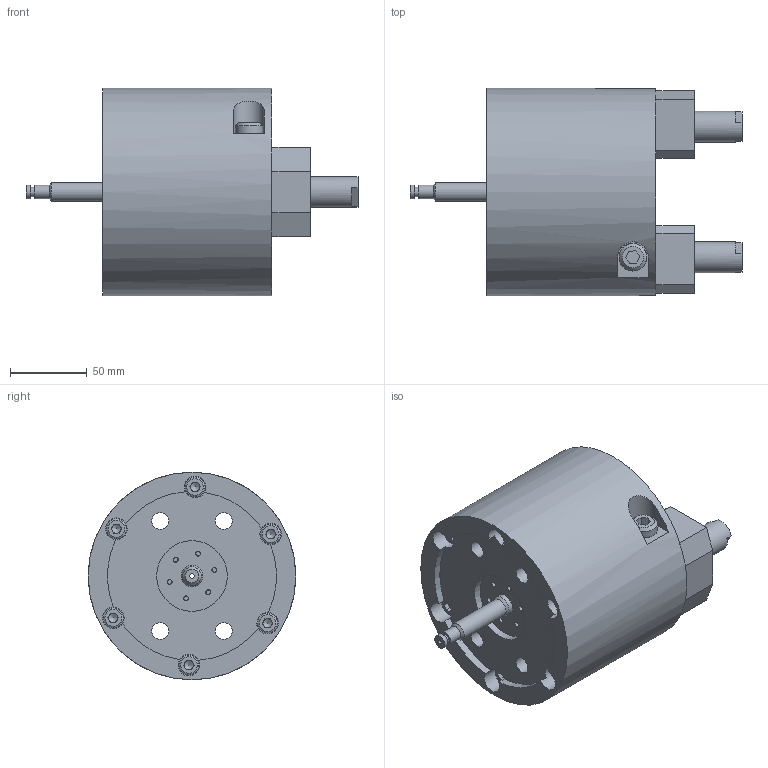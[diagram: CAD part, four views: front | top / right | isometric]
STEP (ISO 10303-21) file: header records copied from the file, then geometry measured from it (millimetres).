
FILE_DESCRIPTION(/* description */ ('Unknown'),/* implementation_level */ '2;1');
FILE_NAME(/* name */ 'FGT05-Solid',/* time_stamp */ '2019-08-13T17:25:47+01:00',/* author */ ('Unknown'),/* organization */ ('Unknown'),/* preprocessor_version */ 'ST-DEVELOPER v16.7',/* originating_system */ 'DEX',/* authorisation */ $);
FILE_SCHEMA (('AUTOMOTIVE_DESIGN {1 0 10303 214 3 1 1}'));
Length unit declared in the file: millimetre
Products named in the file (1): 61P247545_FGT05_ASSY
Bounding box: 216 x 135 x 135 mm (x, y, z)
Volume: 1285184.9 mm3; surface area: 225549.1 mm2
Topology: 1 solids, 51 shells, 980 faces, 2254 edges, 1467 vertices
Faces by surface type: plane 553, cylinder 284, cone 133, bspline 10
Full cylindrical faces by diameter (mm): 3 x1, 3.3 x6, 4 x18, 4.5 x6, 5 x11, 5.5 x2, 6 x5, 6.8 x20, 7 x5, 8 x42, 8.5 x2, 9 x16, 10 x5, 11 x4, 12 x9, 13 x16, 13.6 x1, 14 x25, 15 x1, 16 x12, 17 x1, 18 x6, 20 x4, 22 x1, 24 x2, 28 x2, 30 x4, 34 x2, 35 x1, 35.5 x1
Entity records: 32065 total; most frequent: CARTESIAN_POINT 5326, DIRECTION 4226, ORIENTED_EDGE 3320, AXIS2_PLACEMENT_3D 1739, EDGE_CURVE 1660, FACE_BOUND 1579, EDGE_LOOP 1529, VERTEX_POINT 1297
